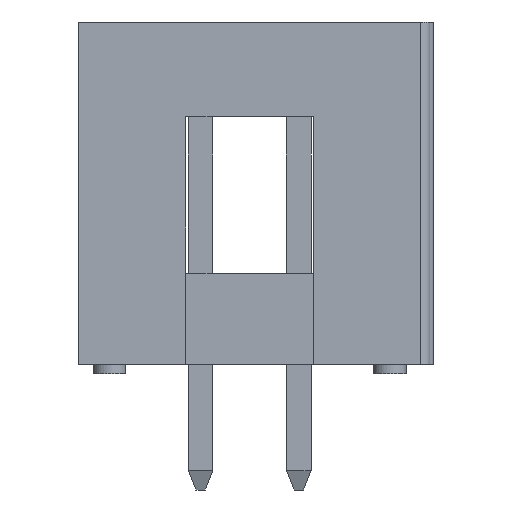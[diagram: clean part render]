
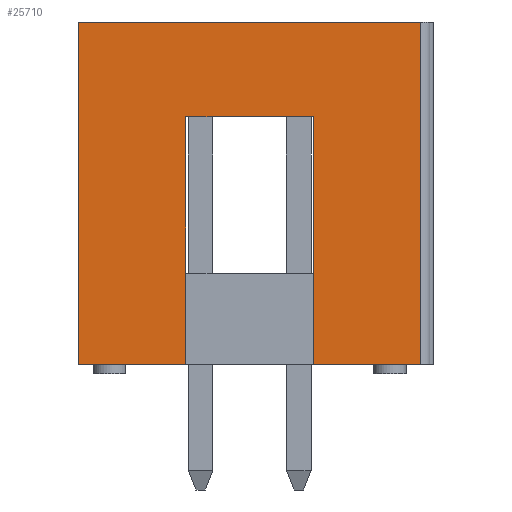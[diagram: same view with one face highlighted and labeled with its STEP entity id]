
A CAD part, front view. The second image highlights one B-rep face of the part: STEP entity #25710.
In plain terms, the highlighted face is planar.
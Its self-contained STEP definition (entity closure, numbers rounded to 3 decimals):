
#87=ORIENTED_EDGE('',*,*,#5089,.T.);
#88=ORIENTED_EDGE('',*,*,#5090,.F.);
#89=ORIENTED_EDGE('',*,*,#5091,.T.);
#90=ORIENTED_EDGE('',*,*,#5092,.T.);
#91=ORIENTED_EDGE('',*,*,#5093,.T.);
#92=ORIENTED_EDGE('',*,*,#5094,.F.);
#93=ORIENTED_EDGE('',*,*,#5095,.F.);
#94=ORIENTED_EDGE('',*,*,#5096,.T.);
#5089=EDGE_CURVE('',#7590,#7591,#9072,.T.);
#5090=EDGE_CURVE('',#7592,#7591,#9073,.T.);
#5091=EDGE_CURVE('',#7592,#7593,#9074,.T.);
#5092=EDGE_CURVE('',#7593,#7594,#9075,.T.);
#5093=EDGE_CURVE('',#7594,#7595,#9076,.T.);
#5094=EDGE_CURVE('',#7596,#7595,#9077,.T.);
#5095=EDGE_CURVE('',#7597,#7596,#9078,.T.);
#5096=EDGE_CURVE('',#7597,#7590,#9079,.T.);
#7590=VERTEX_POINT('',#32882);
#7591=VERTEX_POINT('',#32883);
#7592=VERTEX_POINT('',#32885);
#7593=VERTEX_POINT('',#32887);
#7594=VERTEX_POINT('',#32889);
#7595=VERTEX_POINT('',#32891);
#7596=VERTEX_POINT('',#32893);
#7597=VERTEX_POINT('',#32895);
#9072=LINE('',#32881,#11563);
#9073=LINE('',#32884,#11564);
#9074=LINE('',#32886,#11565);
#9075=LINE('',#32888,#11566);
#9076=LINE('',#32890,#11567);
#9077=LINE('',#32892,#11568);
#9078=LINE('',#32894,#11569);
#9079=LINE('',#32896,#11570);
#11563=VECTOR('',#28059,1000.);
#11564=VECTOR('',#28060,1000.);
#11565=VECTOR('',#28061,1000.);
#11566=VECTOR('',#28062,1000.);
#11567=VECTOR('',#28063,1000.);
#11568=VECTOR('',#28064,1000.);
#11569=VECTOR('',#28065,1000.);
#11570=VECTOR('',#28066,1000.);
#14043=EDGE_LOOP('',(#87,#88,#89,#90,#91,#92,#93,#94));
#15300=FACE_BOUND('',#14043,.T.);
#16557=PLANE('',#26862);
#25710=ADVANCED_FACE('',(#15300),#16557,.T.);
#26862=AXIS2_PLACEMENT_3D('',#32880,#28057,#28058);
#28057=DIRECTION('',(1.,0.,0.));
#28058=DIRECTION('',(0.,0.,-1.));
#28059=DIRECTION('',(0.,1.,0.));
#28060=DIRECTION('',(0.,0.,-1.));
#28061=DIRECTION('',(0.,1.,0.));
#28062=DIRECTION('',(0.,0.,-1.));
#28063=DIRECTION('',(0.,1.,0.));
#28064=DIRECTION('',(0.,0.,-1.));
#28065=DIRECTION('',(0.,1.,0.));
#28066=DIRECTION('',(0.,0.,-1.));
#32880=CARTESIAN_POINT('',(35.58,-4.425,4.425));
#32881=CARTESIAN_POINT('',(35.58,-4.425,-4.425));
#32882=CARTESIAN_POINT('',(35.58,-4.425,-4.425));
#32883=CARTESIAN_POINT('',(35.58,-1.65,-4.425));
#32884=CARTESIAN_POINT('',(35.58,-1.65,1.975));
#32885=CARTESIAN_POINT('',(35.58,-1.65,1.975));
#32886=CARTESIAN_POINT('',(35.58,-1.65,1.975));
#32887=CARTESIAN_POINT('',(35.58,1.65,1.975));
#32888=CARTESIAN_POINT('',(35.58,1.65,1.975));
#32889=CARTESIAN_POINT('',(35.58,1.65,-4.425));
#32890=CARTESIAN_POINT('',(35.58,-4.425,-4.425));
#32891=CARTESIAN_POINT('',(35.58,4.425,-4.425));
#32892=CARTESIAN_POINT('',(35.58,4.425,4.425));
#32893=CARTESIAN_POINT('',(35.58,4.425,4.425));
#32894=CARTESIAN_POINT('',(35.58,-4.425,4.425));
#32895=CARTESIAN_POINT('',(35.58,-4.425,4.425));
#32896=CARTESIAN_POINT('',(35.58,-4.425,4.425));
